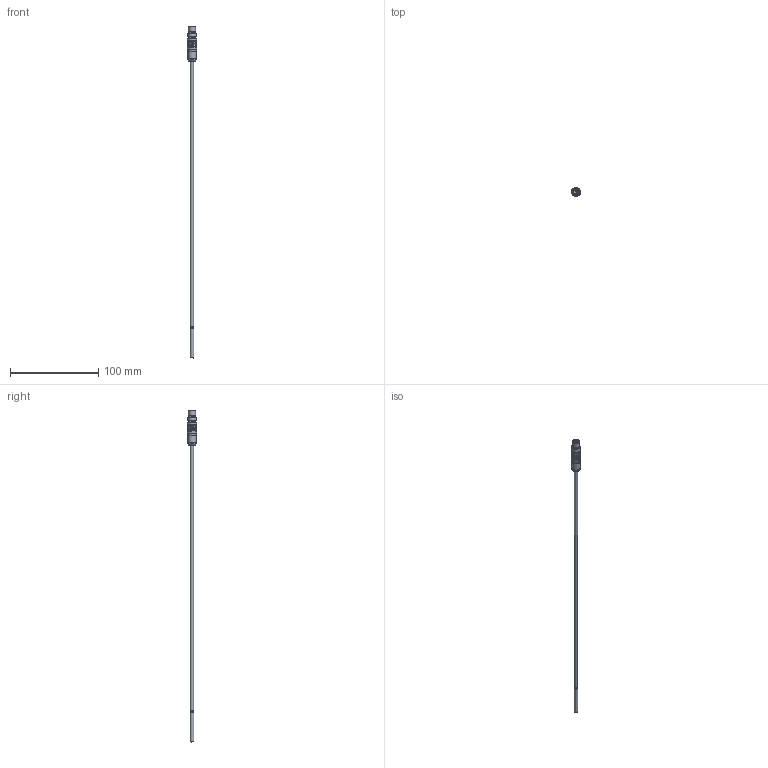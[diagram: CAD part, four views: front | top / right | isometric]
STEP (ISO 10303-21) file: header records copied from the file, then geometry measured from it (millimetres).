
FILE_DESCRIPTION(/* description */ (''),/* implementation_level */ '2;1');
FILE_NAME(/* name */ 'ipf_z3d_OTR49170.stp',/* time_stamp */ '2019-08-19T10:21:24+02:00',/* author */ ('g.aydin'),/* organization */ (''),/* preprocessor_version */ 'ST-DEVELOPER v15.2',/* originating_system */ 'Autodesk Inventor 2014',/* authorisation */ '');
FILE_SCHEMA (('AUTOMOTIVE_DESIGN { 1 0 10303 214 3 1 1 }'));
Length unit declared in the file: millimetre
Products named in the file (3): ipf_z3d_OTR49174; Kabelstecker_OT_M8x1_3Pol
Bounding box: 10.3 x 10.28 x 375.6 mm (x, y, z)
Volume: 5935.5 mm3; surface area: 5314.7 mm2
Topology: 2 solids, 2 shells, 137 faces, 283 edges, 167 vertices
Faces by surface type: cylinder 44, torus 28, bspline 26, plane 24, cone 12, sphere 3
Full cylindrical faces by diameter (mm): 1 x3, 1.3 x1, 3.5 x1, 4 x2, 5.8 x2, 6.9 x1, 8 x1, 9 x2, 9.1 x1, 9.6 x1, 10.3 x2
Entity records: 4827 total; most frequent: CARTESIAN_POINT 2038, DIRECTION 554, ORIENTED_EDGE 472, AXIS2_PLACEMENT_3D 262, EDGE_CURVE 236, EDGE_LOOP 191, VERTEX_POINT 157, CIRCLE 146
